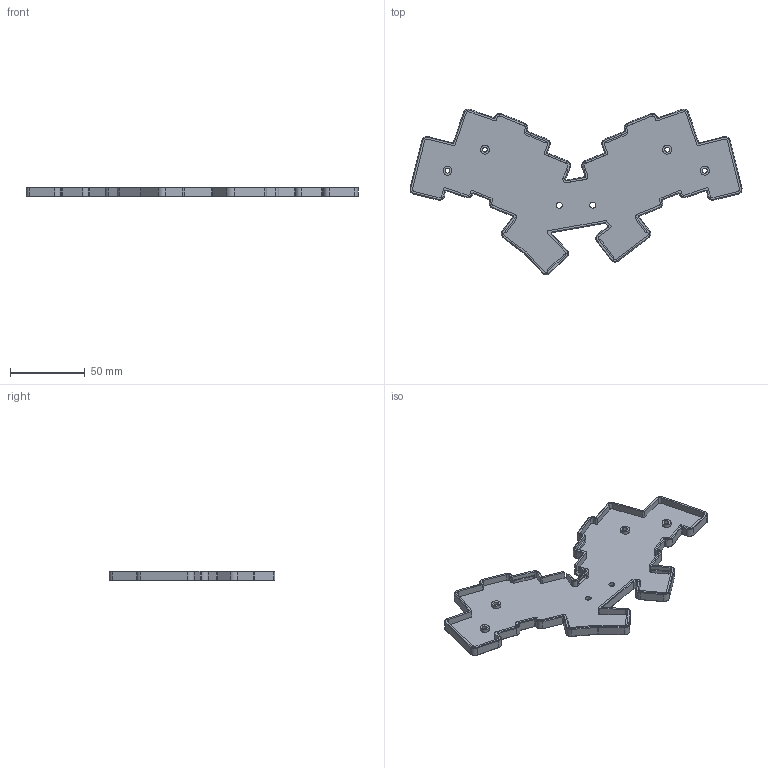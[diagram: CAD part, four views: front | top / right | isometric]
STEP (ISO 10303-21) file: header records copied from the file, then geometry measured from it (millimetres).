
FILE_DESCRIPTION(('FreeCAD Model'),'2;1');
FILE_NAME('Open CASCADE Shape Model','2024-05-28T10:42:15',(''),(''), 'Open CASCADE STEP processor 7.6','FreeCAD','Unknown');
FILE_SCHEMA(('AUTOMOTIVE_DESIGN { 1 0 10303 214 1 1 1 1 }'));
Length unit declared in the file: millimetre
Products named in the file (1): case
Bounding box: 222.27 x 110.79 x 6.6 mm (x, y, z)
Volume: 31329.6 mm3; surface area: 33560.8 mm2
Topology: 1 solids, 1 shells, 456 faces, 1134 edges, 684 vertices
Faces by surface type: plane 222, cylinder 128, cone 94, bspline 12
Full cylindrical faces by diameter (mm): 3.2 x8, 4 x2, 6 x4
Entity records: 14240 total; most frequent: CARTESIAN_POINT 3259, DIRECTION 2330, ORIENTED_EDGE 2268, EDGE_CURVE 1134, AXIS2_PLACEMENT_3D 787, LINE 756, VECTOR 756, VERTEX_POINT 684
